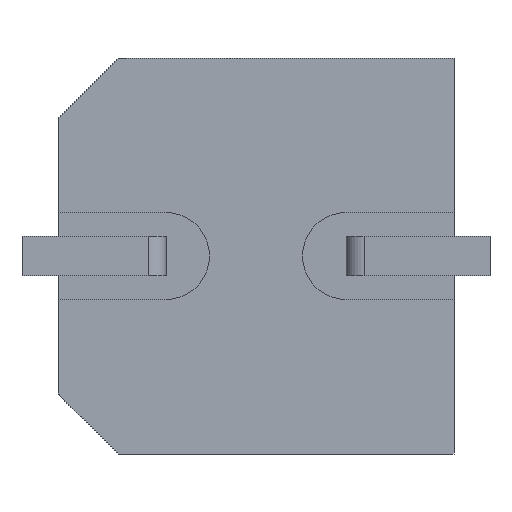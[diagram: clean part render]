
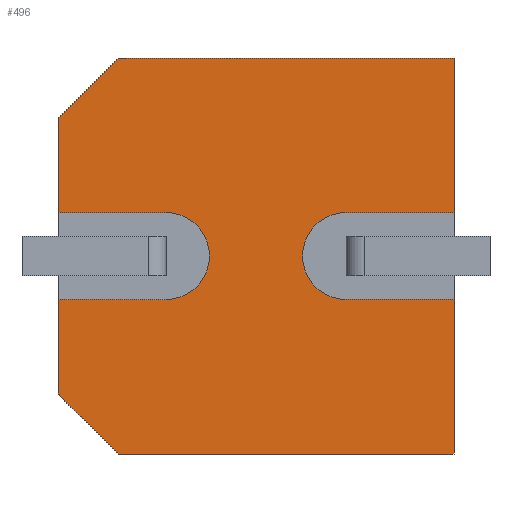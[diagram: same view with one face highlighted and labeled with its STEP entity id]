
A CAD part, front view. The second image highlights one B-rep face of the part: STEP entity #496.
In plain terms, the highlighted planar face has unit normal (0, -1, 0).
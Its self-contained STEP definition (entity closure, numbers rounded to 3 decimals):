
#3 = VERTEX_POINT ( 'NONE', #894 ) ;
#20 = VECTOR ( 'NONE', #729, 1000. ) ;
#21 = VECTOR ( 'NONE', #561, 1000. ) ;
#54 = VECTOR ( 'NONE', #276, 1000. ) ;
#57 = VERTEX_POINT ( 'NONE', #744 ) ;
#64 = ORIENTED_EDGE ( 'NONE', *, *, #1408, .F. ) ;
#82 = VECTOR ( 'NONE', #513, 1000. ) ;
#88 = VERTEX_POINT ( 'NONE', #754 ) ;
#91 = LINE ( 'NONE', #197, #249 ) ;
#102 = EDGE_CURVE ( 'NONE', #1574, #3, #91, .T. ) ;
#106 = CARTESIAN_POINT ( 'NONE',  ( 3.3, 0.1, 3.3 ) ) ;
#112 = VERTEX_POINT ( 'NONE', #1669 ) ;
#125 = ORIENTED_EDGE ( 'NONE', *, *, #1112, .F. ) ;
#129 = LINE ( 'NONE', #182, #411 ) ;
#157 = LINE ( 'NONE', #1211, #745 ) ;
#160 = CARTESIAN_POINT ( 'NONE',  ( 1.5, 0.1, -0.725 ) ) ;
#182 = CARTESIAN_POINT ( 'NONE',  ( 3.3, 0.1, -0.725 ) ) ;
#197 = CARTESIAN_POINT ( 'NONE',  ( -3.3, 0.1, -2.3 ) ) ;
#198 = CARTESIAN_POINT ( 'NONE',  ( 3.3, 0.1, 3.3 ) ) ;
#207 = ORIENTED_EDGE ( 'NONE', *, *, #1525, .F. ) ;
#226 = EDGE_CURVE ( 'NONE', #1101, #978, #157, .T. ) ;
#232 = ORIENTED_EDGE ( 'NONE', *, *, #1150, .F. ) ;
#249 = VECTOR ( 'NONE', #1253, 1000. ) ;
#258 = EDGE_CURVE ( 'NONE', #263, #565, #1156, .T. ) ;
#263 = VERTEX_POINT ( 'NONE', #1626 ) ;
#269 = LINE ( 'NONE', #410, #21 ) ;
#276 = DIRECTION ( 'NONE',  ( -1., 0., 0. ) ) ;
#284 = LINE ( 'NONE', #1231, #54 ) ;
#285 = VERTEX_POINT ( 'NONE', #779 ) ;
#293 = EDGE_CURVE ( 'NONE', #57, #112, #1379, .T. ) ;
#303 = DIRECTION ( 'NONE',  ( 0., 0., -1. ) ) ;
#325 = LINE ( 'NONE', #342, #1059 ) ;
#336 = AXIS2_PLACEMENT_3D ( 'NONE', #425, #1490, #303 ) ;
#342 = CARTESIAN_POINT ( 'NONE',  ( -3.3, 0.1, 2.3 ) ) ;
#352 = VECTOR ( 'NONE', #991, 1000. ) ;
#384 = DIRECTION ( 'NONE',  ( 0., -1., 0. ) ) ;
#386 = VERTEX_POINT ( 'NONE', #1324 ) ;
#406 = LINE ( 'NONE', #944, #815 ) ;
#410 = CARTESIAN_POINT ( 'NONE',  ( -2.3, 0.1, -3.3 ) ) ;
#411 = VECTOR ( 'NONE', #972, 1000. ) ;
#414 = CIRCLE ( 'NONE', #336, 0.725 ) ;
#425 = CARTESIAN_POINT ( 'NONE',  ( -1.5, 0.1, 0. ) ) ;
#427 = VERTEX_POINT ( 'NONE', #1459 ) ;
#428 = DIRECTION ( 'NONE',  ( 0., -1., 0. ) ) ;
#476 = CARTESIAN_POINT ( 'NONE',  ( -3.3, 0.1, -2.3 ) ) ;
#485 = LINE ( 'NONE', #1312, #82 ) ;
#496 = ADVANCED_FACE ( 'NONE', ( #1110 ), #992, .T. ) ;
#513 = DIRECTION ( 'NONE',  ( 1., 0., 0. ) ) ;
#514 = CARTESIAN_POINT ( 'NONE',  ( -3.3, 0.1, 2.3 ) ) ;
#561 = DIRECTION ( 'NONE',  ( 1., 0., 0. ) ) ;
#565 = VERTEX_POINT ( 'NONE', #106 ) ;
#577 = CARTESIAN_POINT ( 'NONE',  ( 0., 0.1, 0. ) ) ;
#641 = ORIENTED_EDGE ( 'NONE', *, *, #1498, .T. ) ;
#644 = ORIENTED_EDGE ( 'NONE', *, *, #771, .T. ) ;
#674 = CARTESIAN_POINT ( 'NONE',  ( 1.5, 0.1, 0. ) ) ;
#691 = CARTESIAN_POINT ( 'NONE',  ( -3.3, 0.1, 2.3 ) ) ;
#692 = ORIENTED_EDGE ( 'NONE', *, *, #1538, .F. ) ;
#704 = DIRECTION ( 'NONE',  ( 0., 0., -1. ) ) ;
#723 = ORIENTED_EDGE ( 'NONE', *, *, #1378, .F. ) ;
#729 = DIRECTION ( 'NONE',  ( 0., 0., 1. ) ) ;
#731 = VERTEX_POINT ( 'NONE', #1549 ) ;
#744 = CARTESIAN_POINT ( 'NONE',  ( 3.3, 0.1, -3.3 ) ) ;
#745 = VECTOR ( 'NONE', #1493, 1000. ) ;
#754 = CARTESIAN_POINT ( 'NONE',  ( -1.5, 0.1, -0.725 ) ) ;
#771 = EDGE_CURVE ( 'NONE', #3, #57, #269, .T. ) ;
#779 = CARTESIAN_POINT ( 'NONE',  ( -1.5, 0.1, 0.725 ) ) ;
#815 = VECTOR ( 'NONE', #819, 1000. ) ;
#819 = DIRECTION ( 'NONE',  ( -1., 0., 0. ) ) ;
#834 = AXIS2_PLACEMENT_3D ( 'NONE', #577, #428, #704 ) ;
#843 = VECTOR ( 'NONE', #1089, 1000. ) ;
#855 = LINE ( 'NONE', #691, #843 ) ;
#894 = CARTESIAN_POINT ( 'NONE',  ( -2.3, 0.1, -3.3 ) ) ;
#922 = ORIENTED_EDGE ( 'NONE', *, *, #293, .T. ) ;
#924 = VECTOR ( 'NONE', #1471, 1000. ) ;
#925 = DIRECTION ( 'NONE',  ( 0., 0., 1. ) ) ;
#944 = CARTESIAN_POINT ( 'NONE',  ( -3.3, 0.1, 0.725 ) ) ;
#972 = DIRECTION ( 'NONE',  ( 1., 0., 0. ) ) ;
#978 = VERTEX_POINT ( 'NONE', #1032 ) ;
#991 = DIRECTION ( 'NONE',  ( 0., 0., 1. ) ) ;
#992 = PLANE ( 'NONE',  #834 ) ;
#1032 = CARTESIAN_POINT ( 'NONE',  ( -3.3, 0.1, 0.725 ) ) ;
#1056 = ORIENTED_EDGE ( 'NONE', *, *, #258, .T. ) ;
#1059 = VECTOR ( 'NONE', #1544, 1000. ) ;
#1080 = CARTESIAN_POINT ( 'NONE',  ( -2.3, 0.1, 3.3 ) ) ;
#1089 = DIRECTION ( 'NONE',  ( 0., 0., -1. ) ) ;
#1101 = VERTEX_POINT ( 'NONE', #514 ) ;
#1110 = FACE_OUTER_BOUND ( 'NONE', #1298, .T. ) ;
#1112 = EDGE_CURVE ( 'NONE', #427, #1537, #1322, .T. ) ;
#1118 = CARTESIAN_POINT ( 'NONE',  ( 3.3, 0.1, 3.3 ) ) ;
#1150 = EDGE_CURVE ( 'NONE', #1537, #112, #129, .T. ) ;
#1156 = LINE ( 'NONE', #1118, #352 ) ;
#1192 = AXIS2_PLACEMENT_3D ( 'NONE', #674, #384, #925 ) ;
#1211 = CARTESIAN_POINT ( 'NONE',  ( -3.3, 0.1, 2.3 ) ) ;
#1231 = CARTESIAN_POINT ( 'NONE',  ( 3.3, 0.1, 0.725 ) ) ;
#1253 = DIRECTION ( 'NONE',  ( 0.707, 0., -0.707 ) ) ;
#1270 = EDGE_CURVE ( 'NONE', #731, #1574, #855, .T. ) ;
#1290 = EDGE_CURVE ( 'NONE', #386, #1101, #325, .T. ) ;
#1298 = EDGE_LOOP ( 'NONE', ( #64, #692, #723, #1619, #1594, #644, #922, #232, #125, #207, #1056, #641, #1663, #1396 ) ) ;
#1312 = CARTESIAN_POINT ( 'NONE',  ( -3.3, 0.1, -0.725 ) ) ;
#1322 = CIRCLE ( 'NONE', #1192, 0.725 ) ;
#1324 = CARTESIAN_POINT ( 'NONE',  ( -2.3, 0.1, 3.3 ) ) ;
#1378 = EDGE_CURVE ( 'NONE', #731, #88, #485, .T. ) ;
#1379 = LINE ( 'NONE', #198, #20 ) ;
#1396 = ORIENTED_EDGE ( 'NONE', *, *, #226, .T. ) ;
#1408 = EDGE_CURVE ( 'NONE', #285, #978, #406, .T. ) ;
#1459 = CARTESIAN_POINT ( 'NONE',  ( 1.5, 0.1, 0.725 ) ) ;
#1471 = DIRECTION ( 'NONE',  ( -1., 0., 0. ) ) ;
#1490 = DIRECTION ( 'NONE',  ( 0., -1., 0. ) ) ;
#1493 = DIRECTION ( 'NONE',  ( 0., 0., -1. ) ) ;
#1498 = EDGE_CURVE ( 'NONE', #565, #386, #1586, .T. ) ;
#1525 = EDGE_CURVE ( 'NONE', #263, #427, #284, .T. ) ;
#1537 = VERTEX_POINT ( 'NONE', #160 ) ;
#1538 = EDGE_CURVE ( 'NONE', #88, #285, #414, .T. ) ;
#1544 = DIRECTION ( 'NONE',  ( -0.707, 0., -0.707 ) ) ;
#1549 = CARTESIAN_POINT ( 'NONE',  ( -3.3, 0.1, -0.725 ) ) ;
#1574 = VERTEX_POINT ( 'NONE', #476 ) ;
#1586 = LINE ( 'NONE', #1080, #924 ) ;
#1594 = ORIENTED_EDGE ( 'NONE', *, *, #102, .T. ) ;
#1619 = ORIENTED_EDGE ( 'NONE', *, *, #1270, .T. ) ;
#1626 = CARTESIAN_POINT ( 'NONE',  ( 3.3, 0.1, 0.725 ) ) ;
#1663 = ORIENTED_EDGE ( 'NONE', *, *, #1290, .T. ) ;
#1669 = CARTESIAN_POINT ( 'NONE',  ( 3.3, 0.1, -0.725 ) ) ;
